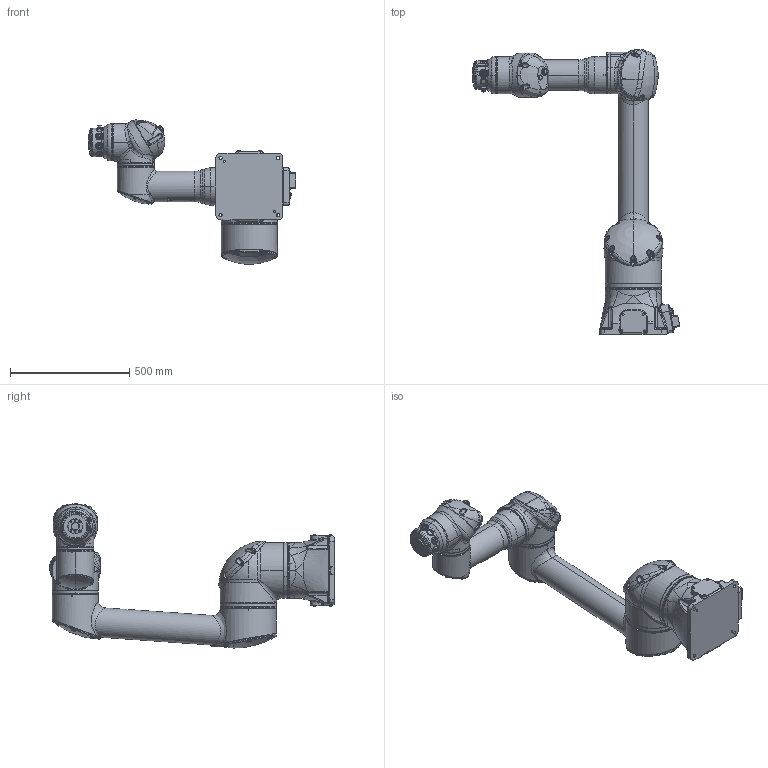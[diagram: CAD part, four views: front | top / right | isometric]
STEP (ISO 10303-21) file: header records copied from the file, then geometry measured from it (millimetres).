
FILE_DESCRIPTION((''),'2;1');
FILE_NAME('ASSY_TOP_1-06VXSCP20-B00_ASM','2021-08-31T',('ksoto'),('YASKAWA ELECTRIC CORPORATION'),'PRO/ENGINEER BY PARAMETRIC TECHNOLOGY CORPORATION, 2017170','PRO/ENGINEER BY PARAMETRIC TECHNOLOGY CORPORATION, 2017170','');
FILE_SCHEMA(('CONFIG_CONTROL_DESIGN'));
Length unit declared in the file: millimetre
Products named in the file (8): ASSY_BASE_1-06VXSCP20-B00; ASSY_LINK1_1-06VXSCP20-B0; ASSY_LINK2_1-06VXSCP20-B0; ASSY_LINK3_1-06VXSCP20-B0; ASSY_LINK4_1-06VXSCP20-B0; ASSY_LINK5_1-06VXSCP20-B0; ASSY_LINK6_1-06VXSCP20-B00; ASSY_TOP_1-06VXSCP20-B00_ASM
Assembly tree (7 placements, depth 2):
  ASSY_TOP_1-06VXSCP20-B00_ASM
    ASSY_BASE_1-06VXSCP20-B00
    ASSY_LINK1_1-06VXSCP20-B0
    ASSY_LINK2_1-06VXSCP20-B0
    ASSY_LINK3_1-06VXSCP20-B0
    ASSY_LINK4_1-06VXSCP20-B0
    ASSY_LINK5_1-06VXSCP20-B0
    ASSY_LINK6_1-06VXSCP20-B00
Bounding box: 869.74 x 1191.5 x 604.11 mm (x, y, z)
Volume: 60572004.4 mm3; surface area: 2084545.9 mm2
Topology: 7 solids, 13 shells, 4124 faces, 10277 edges, 6281 vertices
Faces by surface type: plane 1243, bspline 1193, cylinder 984, cone 395, torus 262, sphere 40, extrusion 7
Entity records: 215142 total; most frequent: CARTESIAN_POINT 124992, ORIENTED_EDGE 20486, DIRECTION 16447, EDGE_CURVE 10251, AXIS2_PLACEMENT_3D 6495, VERTEX_POINT 6281, EDGE_LOOP 4334, FACE_OUTER_BOUND 4124
